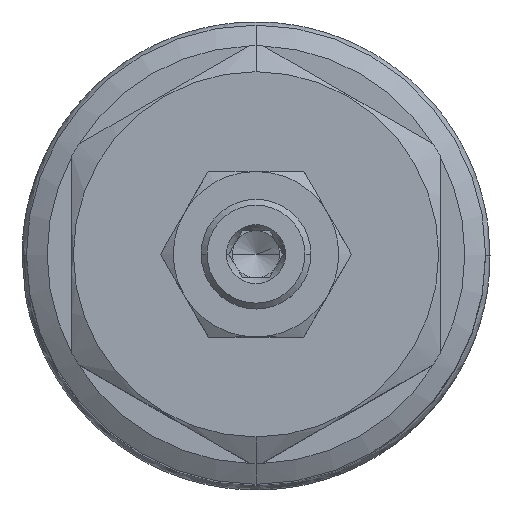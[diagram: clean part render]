
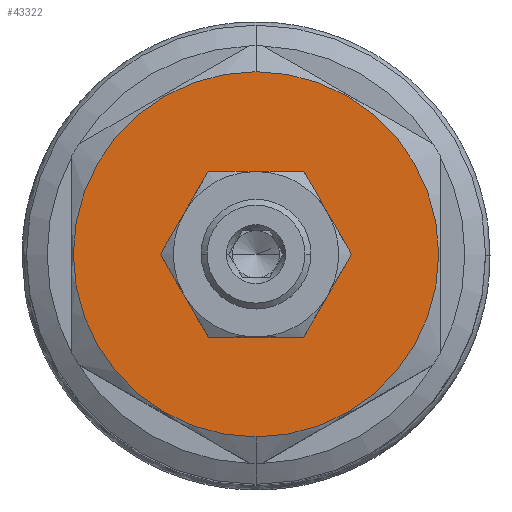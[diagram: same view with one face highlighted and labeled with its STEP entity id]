
A CAD part, top view. The second image highlights one B-rep face of the part: STEP entity #43322.
In plain terms, the highlighted planar face has unit normal (0, 0, 1).
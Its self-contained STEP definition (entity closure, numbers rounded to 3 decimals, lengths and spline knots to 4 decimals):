
#15982=CARTESIAN_POINT('',(0.,0.,5.9855));
#15983=DIRECTION('',(0.,0.,1.));
#15984=DIRECTION('',(0.,-1.,0.));
#15985=AXIS2_PLACEMENT_3D('',#15982,#15983,#15984);
#15987=CARTESIAN_POINT('',(0.,0.,5.9855));
#15988=DIRECTION('',(0.,0.,1.));
#15989=DIRECTION('',(0.,1.,0.));
#15990=AXIS2_PLACEMENT_3D('',#15987,#15988,#15989);
#15992=CARTESIAN_POINT('',(0.,0.,5.9855));
#15993=DIRECTION('',(0.,0.,1.));
#15994=DIRECTION('',(-0.869,0.495,0.));
#15995=AXIS2_PLACEMENT_3D('',#15992,#15993,#15994);
#15997=DIRECTION('',(0.5,-0.866,0.));
#15998=VECTOR('',#15997,0.004);
#15999=CARTESIAN_POINT('',(-0.2442,-0.1391,
5.9855));
#16000=LINE('',#15999,#15998);
#16001=CARTESIAN_POINT('',(0.,0.,5.9855));
#16002=DIRECTION('',(0.,0.,1.));
#16003=DIRECTION('',(-0.862,-0.507,0.));
#16004=AXIS2_PLACEMENT_3D('',#16001,#16002,#16003);
#16006=DIRECTION('',(1.,0.,0.));
#16007=VECTOR('',#16006,0.0033);
#16008=CARTESIAN_POINT('',(-0.0016,-0.281,
5.9855));
#16009=LINE('',#16008,#16007);
#16010=CARTESIAN_POINT('',(0.,0.,5.9855));
#16011=DIRECTION('',(0.,0.,1.));
#16012=DIRECTION('',(0.005,-1.,0.));
#16013=AXIS2_PLACEMENT_3D('',#16010,#16011,#16012);
#16015=DIRECTION('',(0.5,0.866,0.));
#16016=VECTOR('',#16015,0.0039);
#16017=CARTESIAN_POINT('',(0.2423,-0.1424,
5.9855));
#16018=LINE('',#16017,#16016);
#16019=CARTESIAN_POINT('',(0.,0.,5.9855));
#16020=DIRECTION('',(0.,0.,1.));
#16021=DIRECTION('',(0.869,-0.495,0.));
#16022=AXIS2_PLACEMENT_3D('',#16019,#16020,#16021);
#16024=DIRECTION('',(-0.5,0.866,0.));
#16025=VECTOR('',#16024,0.004);
#16026=CARTESIAN_POINT('',(0.2442,0.1391,
5.9855));
#16027=LINE('',#16026,#16025);
#16028=CARTESIAN_POINT('',(0.,0.,5.9855));
#16029=DIRECTION('',(0.,0.,1.));
#16030=DIRECTION('',(0.862,0.507,0.));
#16031=AXIS2_PLACEMENT_3D('',#16028,#16029,#16030);
#16033=DIRECTION('',(-1.,0.,0.));
#16034=VECTOR('',#16033,0.0033);
#16035=CARTESIAN_POINT('',(0.0016,0.281,
5.9855));
#16036=LINE('',#16035,#16034);
#16037=CARTESIAN_POINT('',(0.,0.,5.9855));
#16038=DIRECTION('',(0.,0.,1.));
#16039=DIRECTION('',(-0.005,1.,0.));
#16040=AXIS2_PLACEMENT_3D('',#16037,#16038,#16039);
#16042=DIRECTION('',(-0.5,-0.866,0.));
#16043=VECTOR('',#16042,0.0039);
#16044=CARTESIAN_POINT('',(-0.2423,0.1424,
5.9855));
#16045=LINE('',#16044,#16043);
#17518=CARTESIAN_POINT('',(0.,-0.62,5.9855));
#17519=CARTESIAN_POINT('',(0.,0.62,5.9855));
#17520=VERTEX_POINT('',#17518);
#17521=VERTEX_POINT('',#17519);
#17718=CARTESIAN_POINT('',(-0.2441,0.1392,5.9855));
#17719=CARTESIAN_POINT('',(-0.2441,-0.1393,5.9855));
#17720=VERTEX_POINT('',#17718);
#17721=VERTEX_POINT('',#17719);
#17722=CARTESIAN_POINT('',(-0.2422,-0.1424,5.9855));
#17723=CARTESIAN_POINT('',(-0.0014,-0.281,5.9855));
#17724=VERTEX_POINT('',#17722);
#17725=VERTEX_POINT('',#17723);
#17726=CARTESIAN_POINT('',(0.0015,-0.281,5.9855));
#17727=CARTESIAN_POINT('',(0.2423,-0.1422,5.9855));
#17728=VERTEX_POINT('',#17726);
#17729=VERTEX_POINT('',#17727);
#17730=CARTESIAN_POINT('',(0.2441,-0.1392,5.9855));
#17731=CARTESIAN_POINT('',(0.2441,0.1393,5.9855));
#17732=VERTEX_POINT('',#17730);
#17733=VERTEX_POINT('',#17731);
#17734=CARTESIAN_POINT('',(0.2422,0.1424,5.9855));
#17735=CARTESIAN_POINT('',(0.0014,0.281,5.9855));
#17736=VERTEX_POINT('',#17734);
#17737=VERTEX_POINT('',#17735);
#17738=CARTESIAN_POINT('',(-0.0015,0.281,5.9855));
#17739=CARTESIAN_POINT('',(-0.2423,0.1422,5.9855));
#17740=VERTEX_POINT('',#17738);
#17741=VERTEX_POINT('',#17739);
#43287=CARTESIAN_POINT('',(0.,0.,5.9855));
#43288=DIRECTION('',(0.,0.,1.));
#43289=DIRECTION('',(0.,1.,0.));
#43290=AXIS2_PLACEMENT_3D('',#43287,#43288,#43289);
#43291=PLANE('',#43290);
#43292=ORIENTED_EDGE('',*,*,#18054,.F.);
#43293=ORIENTED_EDGE('',*,*,#43278,.F.);
#43294=EDGE_LOOP('',(#43292,#43293));
#43295=FACE_OUTER_BOUND('',#43294,.F.);
#43297=ORIENTED_EDGE('',*,*,#43296,.T.);
#43299=ORIENTED_EDGE('',*,*,#43298,.T.);
#43301=ORIENTED_EDGE('',*,*,#43300,.T.);
#43303=ORIENTED_EDGE('',*,*,#43302,.T.);
#43305=ORIENTED_EDGE('',*,*,#43304,.T.);
#43307=ORIENTED_EDGE('',*,*,#43306,.T.);
#43309=ORIENTED_EDGE('',*,*,#43308,.T.);
#43311=ORIENTED_EDGE('',*,*,#43310,.T.);
#43313=ORIENTED_EDGE('',*,*,#43312,.T.);
#43315=ORIENTED_EDGE('',*,*,#43314,.T.);
#43317=ORIENTED_EDGE('',*,*,#43316,.T.);
#43319=ORIENTED_EDGE('',*,*,#43318,.T.);
#43320=EDGE_LOOP('',(#43297,#43299,#43301,#43303,#43305,#43307,#43309,#43311,
#43313,#43315,#43317,#43319));
#43321=FACE_BOUND('',#43320,.F.);
#43322=ADVANCED_FACE('',(#43295,#43321),#43291,.T.);
#15986=CIRCLE('',#15985,0.62);
#15991=CIRCLE('',#15990,0.62);
#15996=CIRCLE('',#15995,0.281);
#16005=CIRCLE('',#16004,0.281);
#16014=CIRCLE('',#16013,0.281);
#16023=CIRCLE('',#16022,0.281);
#16032=CIRCLE('',#16031,0.281);
#16041=CIRCLE('',#16040,0.281);
#18054=EDGE_CURVE('',#17520,#17521,#15986,.T.);
#43278=EDGE_CURVE('',#17521,#17520,#15991,.T.);
#43296=EDGE_CURVE('',#17720,#17721,#15996,.T.);
#43298=EDGE_CURVE('',#17721,#17724,#16000,.T.);
#43300=EDGE_CURVE('',#17724,#17725,#16005,.T.);
#43302=EDGE_CURVE('',#17725,#17728,#16009,.T.);
#43304=EDGE_CURVE('',#17728,#17729,#16014,.T.);
#43306=EDGE_CURVE('',#17729,#17732,#16018,.T.);
#43308=EDGE_CURVE('',#17732,#17733,#16023,.T.);
#43310=EDGE_CURVE('',#17733,#17736,#16027,.T.);
#43312=EDGE_CURVE('',#17736,#17737,#16032,.T.);
#43314=EDGE_CURVE('',#17737,#17740,#16036,.T.);
#43316=EDGE_CURVE('',#17740,#17741,#16041,.T.);
#43318=EDGE_CURVE('',#17741,#17720,#16045,.T.);
